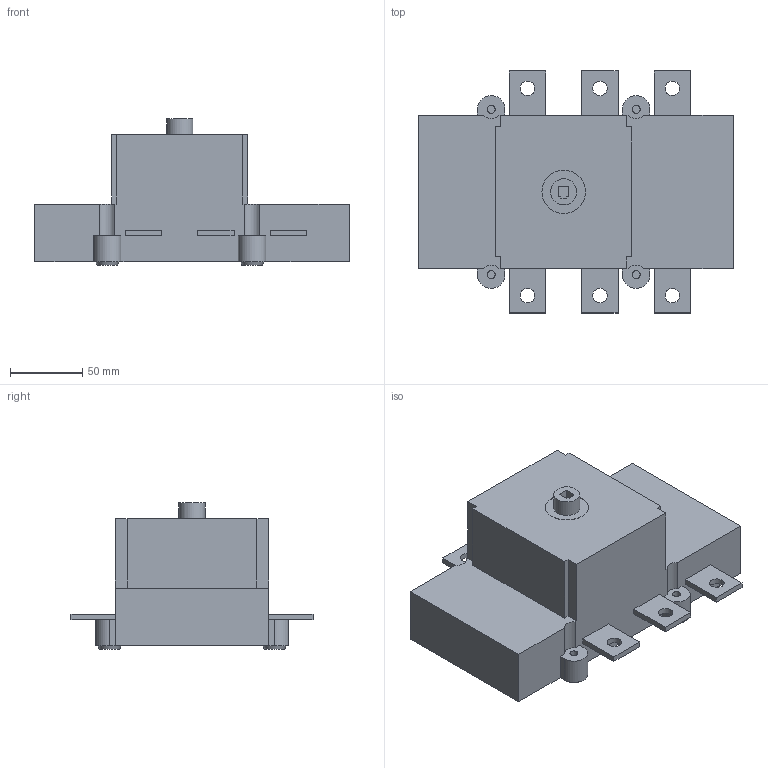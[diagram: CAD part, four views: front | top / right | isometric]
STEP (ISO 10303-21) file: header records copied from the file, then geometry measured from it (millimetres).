
FILE_DESCRIPTION(/* description */ (''),/* implementation_level */ '2;1');
FILE_NAME(/* name */ '3d_GE0315.stp',/* time_stamp */ '2018-10-08T14:57:09+02:00',/* author */ ('Andrzej'),/* organization */ (''),/* preprocessor_version */ 'ST-DEVELOPER v16.13',/* originating_system */ 'AutoCAD Mechanical',/* authorisation */ '');
FILE_SCHEMA (('AUTOMOTIVE_DESIGN { 1 0 10303 214 3 1 1 }'));
Length unit declared in the file: millimetre
Products named in the file (1): Product
Bounding box: 217 x 167 x 101 mm (x, y, z)
Volume: 1423389.4 mm3; surface area: 107074 mm2
Topology: 1 solids, 1 shells, 107 faces, 287 edges, 218 vertices
Faces by surface type: plane 83, cylinder 20, cone 4
Full cylindrical faces by diameter (mm): 5.5 x4, 10 x6, 18 x1, 30 x1
Entity records: 3304 total; most frequent: CARTESIAN_POINT 601, DIRECTION 539, ORIENTED_EDGE 496, EDGE_CURVE 248, LINE 219, VECTOR 219, VERTEX_POINT 176, AXIS2_PLACEMENT_3D 160
